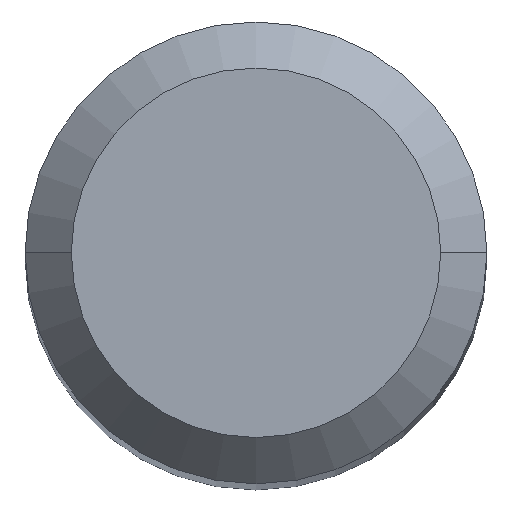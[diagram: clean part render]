
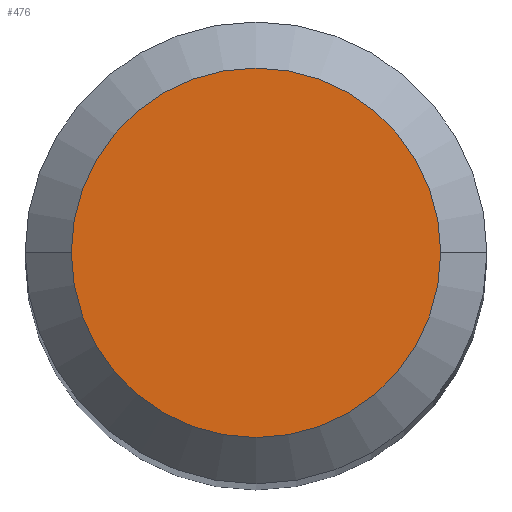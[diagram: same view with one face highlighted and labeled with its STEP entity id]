
A CAD part, top view. The second image highlights one B-rep face of the part: STEP entity #476.
In plain terms, the highlighted planar face has unit normal (0, 0, 1).
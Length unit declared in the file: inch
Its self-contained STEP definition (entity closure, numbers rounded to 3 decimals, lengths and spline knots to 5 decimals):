
#9 = VERTEX_POINT ( 'NONE', #385 ) ;
#37 = CARTESIAN_POINT ( 'NONE',  ( -0.05, 0., 0. ) ) ;
#63 = AXIS2_PLACEMENT_3D ( 'NONE', #98, #395, #435 ) ;
#78 = CARTESIAN_POINT ( 'NONE',  ( 0., 0., 0. ) ) ;
#98 = CARTESIAN_POINT ( 'NONE',  ( 0., 0., 0. ) ) ;
#119 = ORIENTED_EDGE ( 'NONE', *, *, #125, .T. ) ;
#120 = CARTESIAN_POINT ( 'NONE',  ( 0., 0., 0. ) ) ;
#125 = EDGE_CURVE ( 'NONE', #379, #9, #473, .T. ) ;
#130 = FACE_OUTER_BOUND ( 'NONE', #186, .T. ) ;
#173 = DIRECTION ( 'NONE',  ( 0., 0., -1. ) ) ;
#186 = EDGE_LOOP ( 'NONE', ( #119, #231 ) ) ;
#231 = ORIENTED_EDGE ( 'NONE', *, *, #365, .T. ) ;
#259 = AXIS2_PLACEMENT_3D ( 'NONE', #120, #173, #317 ) ;
#291 = DIRECTION ( 'NONE',  ( 1., 0., 0. ) ) ;
#298 = DIRECTION ( 'NONE',  ( 0., 0., 1. ) ) ;
#305 = CIRCLE ( 'NONE', #474, 0.05 ) ;
#317 = DIRECTION ( 'NONE',  ( -1., 0., 0. ) ) ;
#365 = EDGE_CURVE ( 'NONE', #9, #379, #305, .T. ) ;
#375 = PLANE ( 'NONE',  #259 ) ;
#379 = VERTEX_POINT ( 'NONE', #37 ) ;
#385 = CARTESIAN_POINT ( 'NONE',  ( 0.05, 0., 0. ) ) ;
#395 = DIRECTION ( 'NONE',  ( 0., 0., 1. ) ) ;
#435 = DIRECTION ( 'NONE',  ( 1., 0., 0. ) ) ;
#473 = CIRCLE ( 'NONE', #63, 0.05 ) ;
#474 = AXIS2_PLACEMENT_3D ( 'NONE', #78, #298, #291 ) ;
#476 = ADVANCED_FACE ( 'NONE', ( #130 ), #375, .F. ) ;
